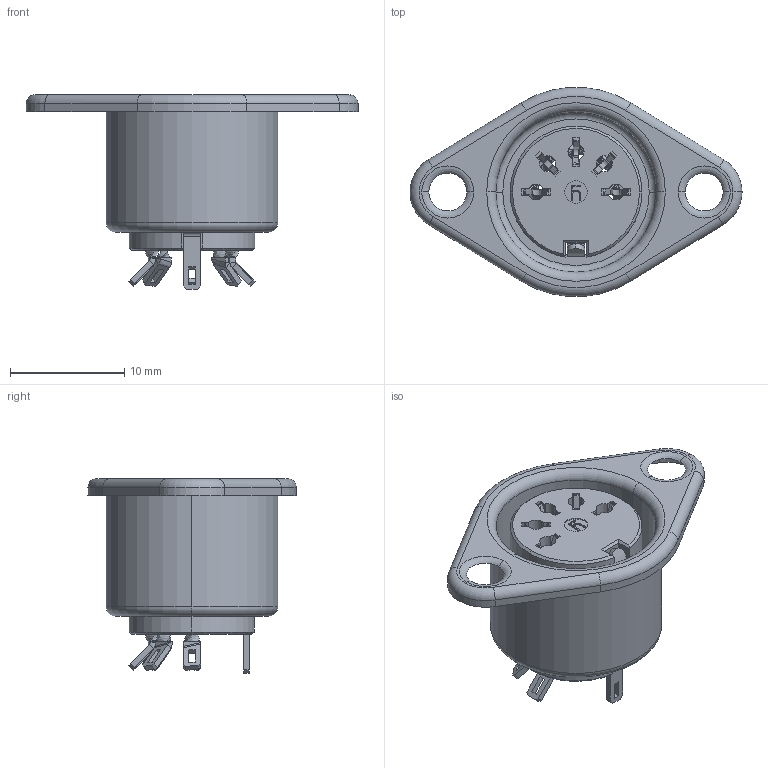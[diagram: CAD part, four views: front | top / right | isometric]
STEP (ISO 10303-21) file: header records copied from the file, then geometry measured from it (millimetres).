
FILE_DESCRIPTION (( 'STEP AP214' ), '1' );
FILE_NAME ('DIN 5 Connector (Female).STEP', '2016-01-13T17:51:39', ( 'NoiroSM250' ), ( '' ), 'SwSTEP 2.0', 'SolidWorks 2015', '' );
FILE_SCHEMA (( 'AUTOMOTIVE_DESIGN' ));
Length unit declared in the file: millimetre
Products named in the file (1): DIN 5 Connector (Female)
Bounding box: 29 x 18.24 x 17 mm (x, y, z)
Volume: 1592.8 mm3; surface area: 3169.4 mm2
Topology: 7 solids, 7 shells, 424 faces, 1100 edges, 694 vertices
Faces by surface type: plane 255, cylinder 89, bspline 52, torus 22, cone 6
Entity records: 23550 total; most frequent: CARTESIAN_POINT 9169, ORIENTED_EDGE 2200, DIRECTION 1684, EDGE_CURVE 1100, VERTEX_POINT 694, AXIS2_PLACEMENT_3D 611, VECTOR 462, LINE 462
